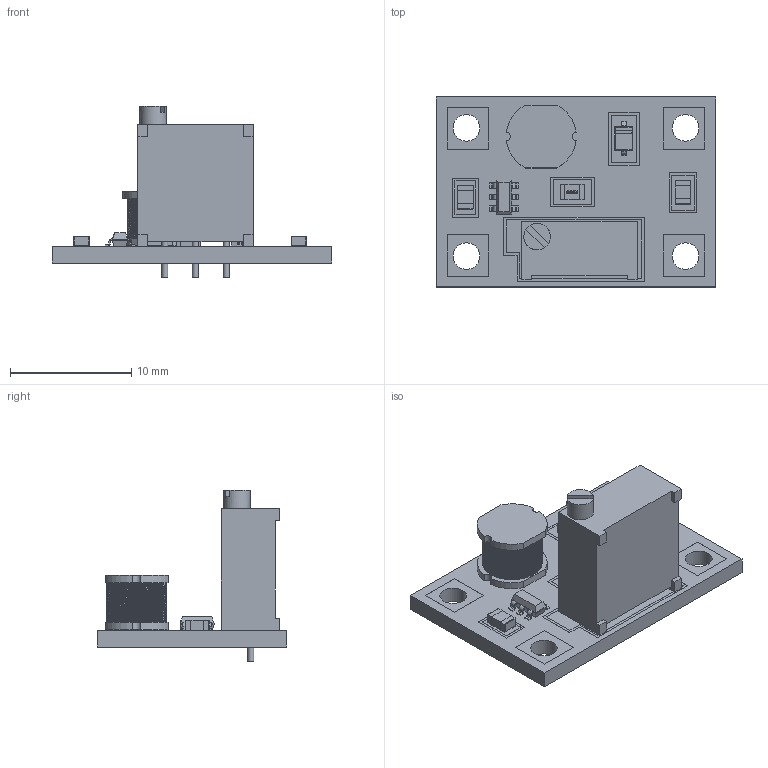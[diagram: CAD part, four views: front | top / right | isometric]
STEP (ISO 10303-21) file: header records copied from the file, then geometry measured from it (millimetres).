
FILE_DESCRIPTION(/* description */ ('Unknown'),/* implementation_level */ '2;1');
FILE_NAME(/* name */ 'Voltage Boost -Compact',/* time_stamp */ '2018-10-29T19:42:33-04:00',/* author */ ('Unknown'),/* organization */ ('Unknown'),/* preprocessor_version */ 'ST-DEVELOPER v16.7',/* originating_system */ 'DEX',/* authorisation */ $);
FILE_SCHEMA (('AUTOMOTIVE_DESIGN {1 0 10303 214 3 1 1}'));
Products named in the file (8): Asm4; MT3608-Module - Compact; Trimpot_3296W; 0805 Capacitor; CD54; sot-23-6-2; 0805 Resistor; Diode (SOD-323)
Assembly tree (8 placements, depth 2):
  Asm4
    MT3608-Module - Compact
    Trimpot_3296W
    0805 Capacitor  x2
    CD54
    sot-23-6-2
    0805 Resistor
    Diode (SOD-323)
Bounding box: 23.1 x 15.7 x 14.15 mm (x, y, z)
Volume: 954.2 mm3; surface area: 1662.2 mm2
Topology: 8 solids, 28 shells, 675 faces, 1640 edges, 1078 vertices
Faces by surface type: plane 531, cylinder 79, bspline 65
Full cylindrical faces by diameter (mm): 0.51 x3, 1.527 x1, 2.19 x1, 2.2 x4
Entity records: 41907 total; most frequent: CARTESIAN_POINT 22948, ORIENTED_EDGE 3122, DIRECTION 2424, EDGE_CURVE 1561, VERTEX_POINT 1040, LINE 960, VECTOR 960, EDGE_LOOP 747
